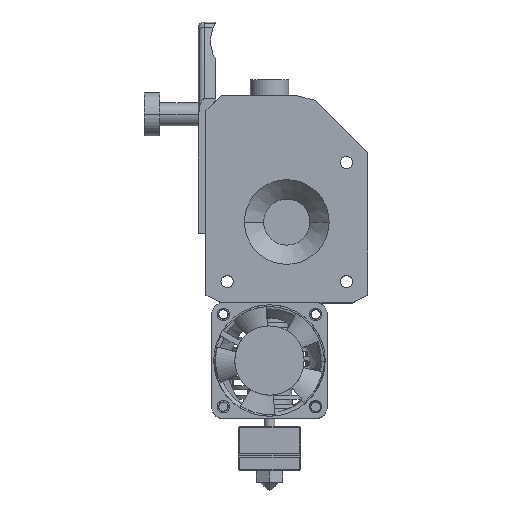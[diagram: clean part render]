
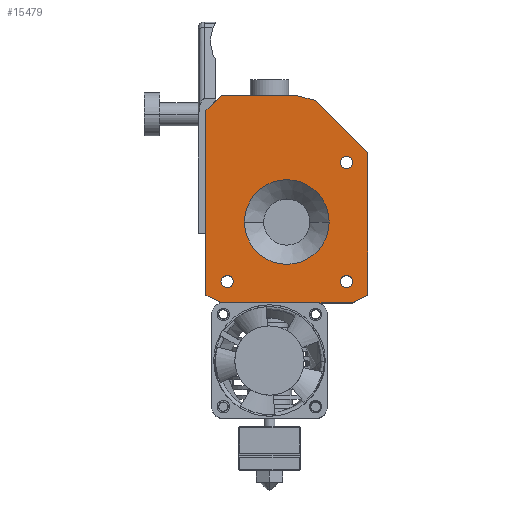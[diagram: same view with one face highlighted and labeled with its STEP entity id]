
A CAD part, top view. The second image highlights one B-rep face of the part: STEP entity #15479.
In plain terms, the highlighted planar face has unit normal (0, 0, 1).
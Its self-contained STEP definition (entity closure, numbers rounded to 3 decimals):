
#283 = ORIENTED_EDGE ( 'NONE', *, *, #5005, .F. ) ;
#450 = ORIENTED_EDGE ( 'NONE', *, *, #4378, .F. ) ;
#527 = EDGE_CURVE ( 'NONE', #6092, #12797, #542, .T. ) ;
#542 = CIRCLE ( 'NONE', #13057, 1.6 ) ;
#550 = DIRECTION ( 'NONE',  ( 0.707, -0.707, 0. ) ) ;
#630 = DIRECTION ( 'NONE',  ( 1., 0., 0. ) ) ;
#745 = EDGE_CURVE ( 'NONE', #2103, #14483, #3645, .T. ) ;
#809 = VECTOR ( 'NONE', #2384, 1000. ) ;
#870 = VECTOR ( 'NONE', #8190, 1000. ) ;
#1083 = ORIENTED_EDGE ( 'NONE', *, *, #3037, .T. ) ;
#1194 = CARTESIAN_POINT ( 'NONE',  ( 21., 33., 0. ) ) ;
#1727 = ORIENTED_EDGE ( 'NONE', *, *, #745, .F. ) ;
#2017 = ORIENTED_EDGE ( 'NONE', *, *, #11280, .T. ) ;
#2032 = AXIS2_PLACEMENT_3D ( 'NONE', #3254, #12286, #5548 ) ;
#2103 = VERTEX_POINT ( 'NONE', #4781 ) ;
#2171 = EDGE_LOOP ( 'NONE', ( #450, #6971, #1727, #3109, #2792, #16448, #14064, #10939, #283 ) ) ;
#2200 = FACE_BOUND ( 'NONE', #3190, .T. ) ;
#2202 = CARTESIAN_POINT ( 'NONE',  ( -11., 0., 0. ) ) ;
#2335 = CIRCLE ( 'NONE', #15627, 1.6 ) ;
#2369 = DIRECTION ( 'NONE',  ( -1., 0., 0. ) ) ;
#2384 = DIRECTION ( 'NONE',  ( 0.707, 0.707, 0. ) ) ;
#2435 = VERTEX_POINT ( 'NONE', #12862 ) ;
#2479 = DIRECTION ( 'NONE',  ( -1., 0., 0. ) ) ;
#2535 = AXIS2_PLACEMENT_3D ( 'NONE', #10038, #8747, #630 ) ;
#2540 = EDGE_CURVE ( 'NONE', #12797, #6092, #14103, .T. ) ;
#2542 = DIRECTION ( 'NONE',  ( 0., 0., -1. ) ) ;
#2792 = ORIENTED_EDGE ( 'NONE', *, *, #12138, .F. ) ;
#2884 = AXIS2_PLACEMENT_3D ( 'NONE', #16558, #14020, #2369 ) ;
#2952 = CARTESIAN_POINT ( 'NONE',  ( 17., -21., 0. ) ) ;
#3037 = EDGE_CURVE ( 'NONE', #13296, #12588, #4308, .T. ) ;
#3082 = VERTEX_POINT ( 'NONE', #2952 ) ;
#3109 = ORIENTED_EDGE ( 'NONE', *, *, #7515, .F. ) ;
#3146 = ORIENTED_EDGE ( 'NONE', *, *, #9817, .T. ) ;
#3190 = EDGE_LOOP ( 'NONE', ( #4874, #12571 ) ) ;
#3254 = CARTESIAN_POINT ( 'NONE',  ( 0., 0., 0. ) ) ;
#3393 = CARTESIAN_POINT ( 'NONE',  ( 15.5, 15.5, 0. ) ) ;
#3423 = DIRECTION ( 'NONE',  ( -1., 0., 0. ) ) ;
#3465 = VERTEX_POINT ( 'NONE', #5935 ) ;
#3641 = VECTOR ( 'NONE', #9321, 1000. ) ;
#3645 = LINE ( 'NONE', #14035, #809 ) ;
#3680 = CIRCLE ( 'NONE', #13184, 1.6 ) ;
#3725 = CARTESIAN_POINT ( 'NONE',  ( -15.5, -15.5, 0. ) ) ;
#3782 = DIRECTION ( 'NONE',  ( -0.894, 0.447, 0. ) ) ;
#3862 = VERTEX_POINT ( 'NONE', #11400 ) ;
#3997 = VECTOR ( 'NONE', #14708, 1000. ) ;
#4099 = CARTESIAN_POINT ( 'NONE',  ( 13.9, -15.5, 0. ) ) ;
#4308 = CIRCLE ( 'NONE', #6760, 1.6 ) ;
#4378 = EDGE_CURVE ( 'NONE', #10481, #3465, #16230, .T. ) ;
#4440 = VERTEX_POINT ( 'NONE', #11504 ) ;
#4741 = DIRECTION ( 'NONE',  ( -1., 0., 0. ) ) ;
#4781 = CARTESIAN_POINT ( 'NONE',  ( -21., 29., 0. ) ) ;
#4824 = PLANE ( 'NONE',  #2535 ) ;
#4874 = ORIENTED_EDGE ( 'NONE', *, *, #9164, .T. ) ;
#4903 = CARTESIAN_POINT ( 'NONE',  ( 2., 33., 0. ) ) ;
#4993 = DIRECTION ( 'NONE',  ( 0., 0., -1. ) ) ;
#5005 = EDGE_CURVE ( 'NONE', #3465, #9880, #12050, .T. ) ;
#5053 = LINE ( 'NONE', #10262, #6824 ) ;
#5085 = CARTESIAN_POINT ( 'NONE',  ( 17.1, 15.5, 0. ) ) ;
#5414 = LINE ( 'NONE', #9268, #9389 ) ;
#5548 = DIRECTION ( 'NONE',  ( -1., 0., 0. ) ) ;
#5761 = DIRECTION ( 'NONE',  ( -1., 0., 0. ) ) ;
#5780 = VERTEX_POINT ( 'NONE', #5803 ) ;
#5803 = CARTESIAN_POINT ( 'NONE',  ( 21., -19., 0. ) ) ;
#5935 = CARTESIAN_POINT ( 'NONE',  ( 7.414, 31.586, 0. ) ) ;
#6092 = VERTEX_POINT ( 'NONE', #7161 ) ;
#6222 = CARTESIAN_POINT ( 'NONE',  ( 15.5, 15.5, 0. ) ) ;
#6594 = CARTESIAN_POINT ( 'NONE',  ( -21., -21., 0. ) ) ;
#6760 = AXIS2_PLACEMENT_3D ( 'NONE', #15470, #10289, #13949 ) ;
#6775 = EDGE_CURVE ( 'NONE', #3082, #3862, #8165, .T. ) ;
#6824 = VECTOR ( 'NONE', #3782, 1000. ) ;
#6891 = CARTESIAN_POINT ( 'NONE',  ( 17.1, -15.5, 0. ) ) ;
#6971 = ORIENTED_EDGE ( 'NONE', *, *, #8887, .F. ) ;
#7001 = CARTESIAN_POINT ( 'NONE',  ( -17., 33., 0. ) ) ;
#7161 = CARTESIAN_POINT ( 'NONE',  ( 13.9, 15.5, 0. ) ) ;
#7168 = CARTESIAN_POINT ( 'NONE',  ( 0., 0., 0. ) ) ;
#7403 = DIRECTION ( 'NONE',  ( 0., 0., -1. ) ) ;
#7515 = EDGE_CURVE ( 'NONE', #4440, #2103, #13069, .T. ) ;
#7645 = CIRCLE ( 'NONE', #16031, 11. ) ;
#7824 = EDGE_LOOP ( 'NONE', ( #11108, #15186 ) ) ;
#8112 = CARTESIAN_POINT ( 'NONE',  ( 16.6, -21.2, 0. ) ) ;
#8165 = LINE ( 'NONE', #13183, #13523 ) ;
#8190 = DIRECTION ( 'NONE',  ( -0.894, -0.447, 0. ) ) ;
#8533 = EDGE_CURVE ( 'NONE', #16554, #13038, #11009, .T. ) ;
#8616 = DIRECTION ( 'NONE',  ( 0., 0., -1. ) ) ;
#8747 = DIRECTION ( 'NONE',  ( 0., 0., 1. ) ) ;
#8774 = EDGE_CURVE ( 'NONE', #9880, #5780, #11597, .T. ) ;
#8887 = EDGE_CURVE ( 'NONE', #14483, #10481, #5414, .T. ) ;
#9091 = CARTESIAN_POINT ( 'NONE',  ( -15.5, -15.5, 0. ) ) ;
#9164 = EDGE_CURVE ( 'NONE', #2435, #14422, #2335, .T. ) ;
#9182 = EDGE_CURVE ( 'NONE', #14422, #2435, #3680, .T. ) ;
#9268 = CARTESIAN_POINT ( 'NONE',  ( -21., 33., 0. ) ) ;
#9321 = DIRECTION ( 'NONE',  ( 0., 1., 0. ) ) ;
#9389 = VECTOR ( 'NONE', #15724, 1000. ) ;
#9817 = EDGE_CURVE ( 'NONE', #12588, #13296, #15122, .T. ) ;
#9880 = VERTEX_POINT ( 'NONE', #15696 ) ;
#10038 = CARTESIAN_POINT ( 'NONE',  ( 0., 6., 0. ) ) ;
#10262 = CARTESIAN_POINT ( 'NONE',  ( -16.6, -21.2, 0. ) ) ;
#10289 = DIRECTION ( 'NONE',  ( 0., 0., -1. ) ) ;
#10481 = VERTEX_POINT ( 'NONE', #4903 ) ;
#10499 = LINE ( 'NONE', #8112, #870 ) ;
#10901 = EDGE_LOOP ( 'NONE', ( #1083, #3146 ) ) ;
#10939 = ORIENTED_EDGE ( 'NONE', *, *, #8774, .F. ) ;
#11009 = CIRCLE ( 'NONE', #2032, 11. ) ;
#11108 = ORIENTED_EDGE ( 'NONE', *, *, #527, .T. ) ;
#11280 = EDGE_CURVE ( 'NONE', #13038, #16554, #7645, .T. ) ;
#11322 = FACE_BOUND ( 'NONE', #7824, .T. ) ;
#11400 = CARTESIAN_POINT ( 'NONE',  ( -17., -21., 0. ) ) ;
#11432 = DIRECTION ( 'NONE',  ( 0., 0., -1. ) ) ;
#11504 = CARTESIAN_POINT ( 'NONE',  ( -21., -19., 0. ) ) ;
#11597 = LINE ( 'NONE', #1194, #15088 ) ;
#12050 = LINE ( 'NONE', #14834, #15645 ) ;
#12089 = CARTESIAN_POINT ( 'NONE',  ( 5.718, 32.029, 0. ) ) ;
#12138 = EDGE_CURVE ( 'NONE', #3862, #4440, #5053, .T. ) ;
#12253 = ORIENTED_EDGE ( 'NONE', *, *, #8533, .T. ) ;
#12286 = DIRECTION ( 'NONE',  ( 0., 0., -1. ) ) ;
#12453 = EDGE_LOOP ( 'NONE', ( #12253, #2017 ) ) ;
#12571 = ORIENTED_EDGE ( 'NONE', *, *, #9182, .T. ) ;
#12588 = VERTEX_POINT ( 'NONE', #6891 ) ;
#12797 = VERTEX_POINT ( 'NONE', #5085 ) ;
#12862 = CARTESIAN_POINT ( 'NONE',  ( -17.1, -15.5, 0. ) ) ;
#13007 = DIRECTION ( 'NONE',  ( -1., 0., 0. ) ) ;
#13038 = VERTEX_POINT ( 'NONE', #15541 ) ;
#13057 = AXIS2_PLACEMENT_3D ( 'NONE', #3393, #7403, #4741 ) ;
#13069 = LINE ( 'NONE', #6594, #3641 ) ;
#13183 = CARTESIAN_POINT ( 'NONE',  ( 21., -21., 0. ) ) ;
#13184 = AXIS2_PLACEMENT_3D ( 'NONE', #9091, #4993, #13007 ) ;
#13249 = EDGE_CURVE ( 'NONE', #5780, #3082, #10499, .T. ) ;
#13272 = AXIS2_PLACEMENT_3D ( 'NONE', #6222, #11432, #2479 ) ;
#13296 = VERTEX_POINT ( 'NONE', #4099 ) ;
#13472 = CARTESIAN_POINT ( 'NONE',  ( -13.9, -15.5, 0. ) ) ;
#13523 = VECTOR ( 'NONE', #5761, 1000. ) ;
#13857 = FACE_BOUND ( 'NONE', #10901, .T. ) ;
#13949 = DIRECTION ( 'NONE',  ( -1., 0., 0. ) ) ;
#14020 = DIRECTION ( 'NONE',  ( 0., 0., -1. ) ) ;
#14035 = CARTESIAN_POINT ( 'NONE',  ( -20.5, 29.5, 0. ) ) ;
#14064 = ORIENTED_EDGE ( 'NONE', *, *, #13249, .F. ) ;
#14103 = CIRCLE ( 'NONE', #13272, 1.6 ) ;
#14193 = DIRECTION ( 'NONE',  ( -1., 0., 0. ) ) ;
#14422 = VERTEX_POINT ( 'NONE', #13472 ) ;
#14483 = VERTEX_POINT ( 'NONE', #7001 ) ;
#14708 = DIRECTION ( 'NONE',  ( 0.968, -0.253, 0. ) ) ;
#14834 = CARTESIAN_POINT ( 'NONE',  ( 15., 24., 0. ) ) ;
#15088 = VECTOR ( 'NONE', #15648, 1000. ) ;
#15122 = CIRCLE ( 'NONE', #2884, 1.6 ) ;
#15186 = ORIENTED_EDGE ( 'NONE', *, *, #2540, .T. ) ;
#15211 = FACE_OUTER_BOUND ( 'NONE', #2171, .T. ) ;
#15470 = CARTESIAN_POINT ( 'NONE',  ( 15.5, -15.5, 0. ) ) ;
#15479 = ADVANCED_FACE ( 'NONE', ( #15211, #13857, #2200, #11322, #16485 ), #4824, .T. ) ;
#15541 = CARTESIAN_POINT ( 'NONE',  ( 11., 0., 0. ) ) ;
#15627 = AXIS2_PLACEMENT_3D ( 'NONE', #3725, #2542, #14193 ) ;
#15645 = VECTOR ( 'NONE', #550, 1000. ) ;
#15648 = DIRECTION ( 'NONE',  ( 0., -1., 0. ) ) ;
#15696 = CARTESIAN_POINT ( 'NONE',  ( 21., 18., 0. ) ) ;
#15724 = DIRECTION ( 'NONE',  ( 1., 0., 0. ) ) ;
#16031 = AXIS2_PLACEMENT_3D ( 'NONE', #7168, #8616, #3423 ) ;
#16230 = LINE ( 'NONE', #12089, #3997 ) ;
#16448 = ORIENTED_EDGE ( 'NONE', *, *, #6775, .F. ) ;
#16485 = FACE_BOUND ( 'NONE', #12453, .T. ) ;
#16554 = VERTEX_POINT ( 'NONE', #2202 ) ;
#16558 = CARTESIAN_POINT ( 'NONE',  ( 15.5, -15.5, 0. ) ) ;
